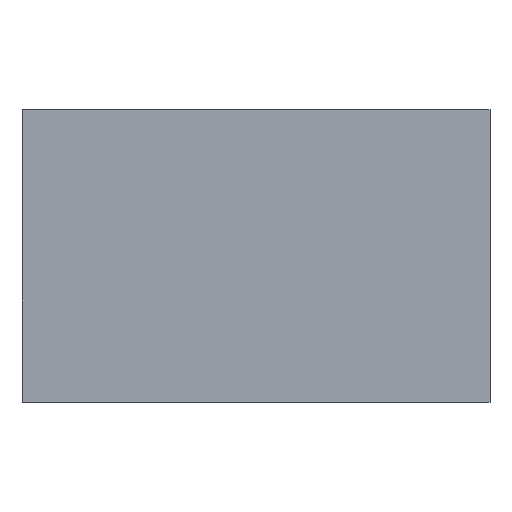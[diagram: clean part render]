
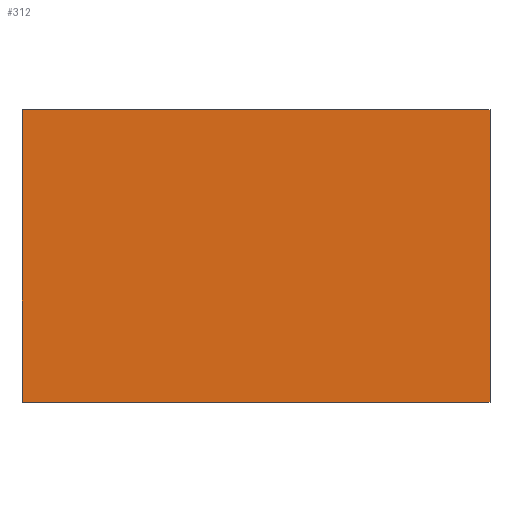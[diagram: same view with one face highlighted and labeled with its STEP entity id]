
A CAD part, top view. The second image highlights one B-rep face of the part: STEP entity #312.
In plain terms, the highlighted planar face has unit normal (0, 0, 1).
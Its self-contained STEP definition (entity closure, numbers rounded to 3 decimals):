
#7 = DIRECTION ( 'NONE',  ( -1., 0., 0. ) ) ;
#20 = VERTEX_POINT ( 'NONE', #518 ) ;
#67 = DIRECTION ( 'NONE',  ( 1., 0., 0. ) ) ;
#77 = DIRECTION ( 'NONE',  ( 0., 0., 1. ) ) ;
#98 = CARTESIAN_POINT ( 'NONE',  ( 0., 1., 0.6 ) ) ;
#141 = DIRECTION ( 'NONE',  ( 0., 1., 0. ) ) ;
#154 = LINE ( 'NONE', #413, #1161 ) ;
#199 = CARTESIAN_POINT ( 'NONE',  ( -1.6, 1., 0.6 ) ) ;
#286 = EDGE_CURVE ( 'NONE', #745, #20, #615, .T. ) ;
#295 = ORIENTED_EDGE ( 'NONE', *, *, #286, .T. ) ;
#312 = ADVANCED_FACE ( 'NONE', ( #865 ), #986, .T. ) ;
#317 = ORIENTED_EDGE ( 'NONE', *, *, #1189, .T. ) ;
#320 = DIRECTION ( 'NONE',  ( 0., -1., 0. ) ) ;
#340 = VECTOR ( 'NONE', #67, 1000. ) ;
#413 = CARTESIAN_POINT ( 'NONE',  ( -1.6, 0., 0.6 ) ) ;
#436 = EDGE_CURVE ( 'NONE', #1197, #965, #678, .T. ) ;
#445 = CARTESIAN_POINT ( 'NONE',  ( 0., 0., 0.6 ) ) ;
#453 = DIRECTION ( 'NONE',  ( 1., 0., 0. ) ) ;
#518 = CARTESIAN_POINT ( 'NONE',  ( 1.6, -1., 0.6 ) ) ;
#615 = LINE ( 'NONE', #789, #340 ) ;
#626 = EDGE_CURVE ( 'NONE', #965, #745, #154, .T. ) ;
#678 = LINE ( 'NONE', #98, #1024 ) ;
#683 = CARTESIAN_POINT ( 'NONE',  ( 1.6, 0., 0.6 ) ) ;
#698 = AXIS2_PLACEMENT_3D ( 'NONE', #445, #77, #453 ) ;
#701 = EDGE_LOOP ( 'NONE', ( #317, #1187, #1199, #295 ) ) ;
#711 = VECTOR ( 'NONE', #141, 1000. ) ;
#736 = LINE ( 'NONE', #683, #711 ) ;
#745 = VERTEX_POINT ( 'NONE', #764 ) ;
#764 = CARTESIAN_POINT ( 'NONE',  ( -1.6, -1., 0.6 ) ) ;
#789 = CARTESIAN_POINT ( 'NONE',  ( 0., -1., 0.6 ) ) ;
#865 = FACE_OUTER_BOUND ( 'NONE', #701, .T. ) ;
#965 = VERTEX_POINT ( 'NONE', #199 ) ;
#986 = PLANE ( 'NONE',  #698 ) ;
#1024 = VECTOR ( 'NONE', #7, 1000. ) ;
#1148 = CARTESIAN_POINT ( 'NONE',  ( 1.6, 1., 0.6 ) ) ;
#1161 = VECTOR ( 'NONE', #320, 1000. ) ;
#1187 = ORIENTED_EDGE ( 'NONE', *, *, #436, .T. ) ;
#1189 = EDGE_CURVE ( 'NONE', #20, #1197, #736, .T. ) ;
#1197 = VERTEX_POINT ( 'NONE', #1148 ) ;
#1199 = ORIENTED_EDGE ( 'NONE', *, *, #626, .T. ) ;
